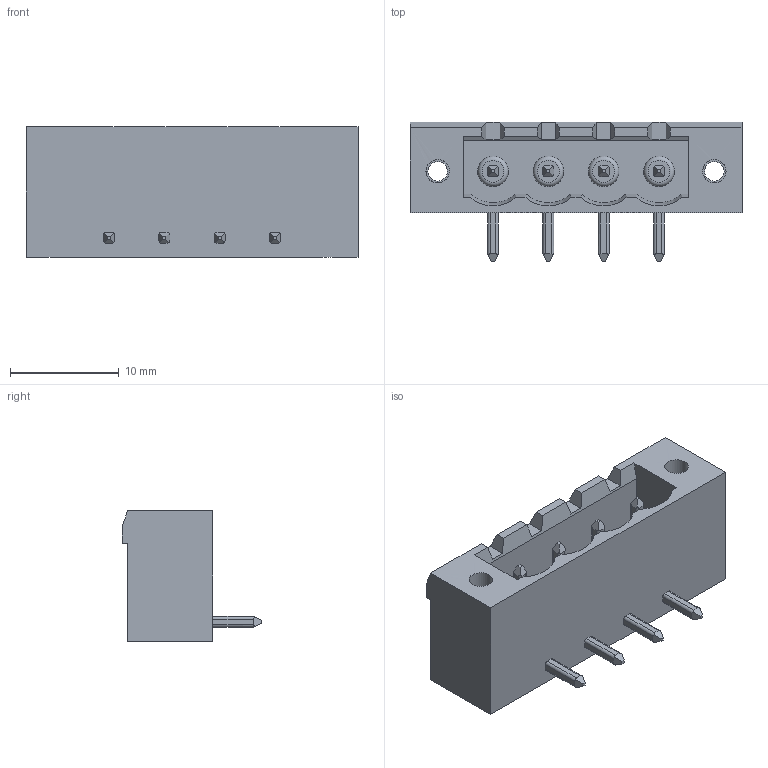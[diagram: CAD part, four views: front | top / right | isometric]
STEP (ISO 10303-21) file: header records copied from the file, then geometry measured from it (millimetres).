
FILE_DESCRIPTION(/* description */ ('Unknown'),/* implementation_level */ '2;1');
FILE_NAME(/* name */ 'ME050-50804-20230323',/* time_stamp */ '2023-03-23T13:34:17+08:00',/* author */ ('Unknown'),/* organization */ ('Unknown'),/* preprocessor_version */ 'ST-DEVELOPER v16.7',/* originating_system */ 'DEX',/* authorisation */ $);
FILE_SCHEMA (('AUTOMOTIVE_DESIGN {1 0 10303 214 3 1 1}'));
Length unit declared in the file: millimetre
Products named in the file (1): ME050-50804-20191004
Bounding box: 30.48 x 12.8 x 12 mm (x, y, z)
Volume: 1860.8 mm3; surface area: 2244.1 mm2
Topology: 1 solids, 1 shells, 177 faces, 476 edges, 317 vertices
Faces by surface type: plane 123, cylinder 46, torus 4, cone 4
Full cylindrical faces by diameter (mm): 1.8 x2, 2.15 x2, 2.8 x4, 3.7 x2
Entity records: 5459 total; most frequent: CARTESIAN_POINT 963, DIRECTION 943, ORIENTED_EDGE 906, EDGE_CURVE 453, AXIS2_PLACEMENT_3D 320, VERTEX_POINT 308, LINE 303, VECTOR 303
